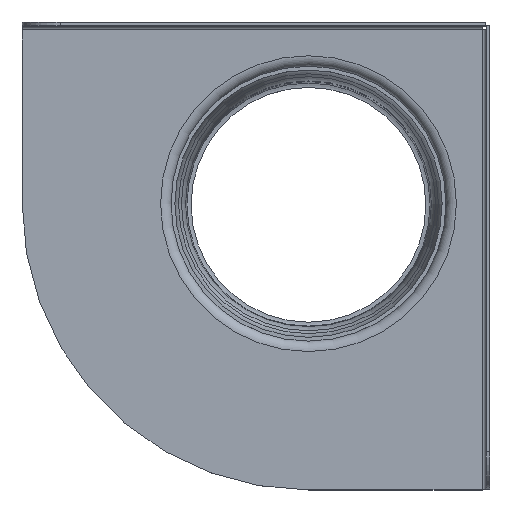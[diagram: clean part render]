
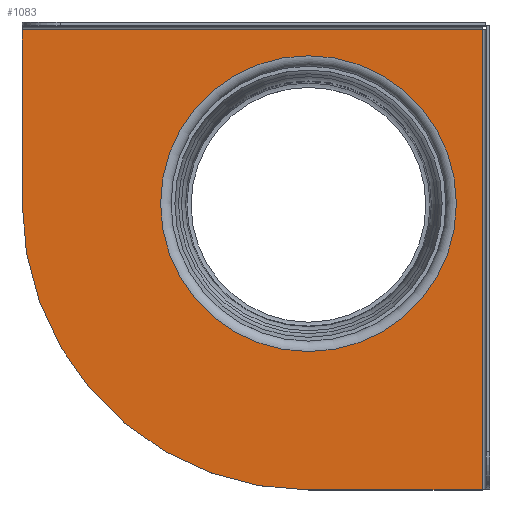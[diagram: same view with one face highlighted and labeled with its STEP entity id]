
A CAD part, top view. The second image highlights one B-rep face of the part: STEP entity #1083.
In plain terms, the highlighted planar face has unit normal (0, 0, 1).
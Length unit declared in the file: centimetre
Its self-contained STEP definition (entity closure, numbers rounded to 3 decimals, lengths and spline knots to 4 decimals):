
#37=FACE_BOUND('',#261,.T.);
#63=PLANE('',#1421);
#173=FACE_OUTER_BOUND('',#260,.T.);
#260=EDGE_LOOP('',(#986,#987,#988,#989,#990));
#261=EDGE_LOOP('',(#991));
#344=CIRCLE('',#1373,77.5);
#363=CIRCLE('',#1419,150.);
#431=VERTEX_POINT('',#2088);
#457=VERTEX_POINT('',#2158);
#458=VERTEX_POINT('',#2163);
#463=VERTEX_POINT('',#2187);
#467=VERTEX_POINT('',#2209);
#469=VERTEX_POINT('',#2217);
#577=EDGE_CURVE('',#431,#431,#344,.T.);
#621=EDGE_CURVE('',#458,#457,#1151,.T.);
#635=EDGE_CURVE('',#463,#458,#1161,.T.);
#638=EDGE_CURVE('',#467,#457,#1164,.T.);
#641=EDGE_CURVE('',#469,#467,#363,.T.);
#643=EDGE_CURVE('',#463,#469,#1167,.T.);
#986=ORIENTED_EDGE('',*,*,#621,.T.);
#987=ORIENTED_EDGE('',*,*,#638,.F.);
#988=ORIENTED_EDGE('',*,*,#641,.F.);
#989=ORIENTED_EDGE('',*,*,#643,.F.);
#990=ORIENTED_EDGE('',*,*,#635,.T.);
#991=ORIENTED_EDGE('',*,*,#577,.T.);
#1083=ADVANCED_FACE('',(#173,#37),#63,.T.);
#1151=LINE('',#2178,#1225);
#1161=LINE('',#2205,#1235);
#1164=LINE('',#2211,#1238);
#1167=LINE('',#2221,#1241);
#1225=VECTOR('',#1802,10.);
#1235=VECTOR('',#1836,10.);
#1238=VECTOR('',#1841,10.);
#1241=VECTOR('',#1854,10.);
#1373=AXIS2_PLACEMENT_3D('',#2089,#1712,#1713);
#1419=AXIS2_PLACEMENT_3D('',#2218,#1849,#1850);
#1421=AXIS2_PLACEMENT_3D('',#2222,#1855,#1856);
#1712=DIRECTION('center_axis',(0.,0.,-1.));
#1713=DIRECTION('ref_axis',(1.,0.,0.));
#1802=DIRECTION('',(-1.,0.,0.));
#1836=DIRECTION('',(0.,1.,0.));
#1841=DIRECTION('',(0.,1.,0.));
#1849=DIRECTION('center_axis',(0.,0.,
-1.));
#1850=DIRECTION('ref_axis',(-1.,0.,0.));
#1854=DIRECTION('',(-1.,0.,0.));
#1855=DIRECTION('center_axis',(0.,0.,
1.));
#1856=DIRECTION('ref_axis',(-1.,0.,0.));
#2088=CARTESIAN_POINT('',(0.,-77.5,268.));
#2089=CARTESIAN_POINT('Origin',(0.,0.,
268.));
#2158=CARTESIAN_POINT('',(-150.,91.,268.));
#2163=CARTESIAN_POINT('',(91.,91.,268.));
#2178=CARTESIAN_POINT('',(-83.3107,91.,268.));
#2187=CARTESIAN_POINT('',(91.,-150.,268.));
#2205=CARTESIAN_POINT('',(91.,37.1893,268.));
#2209=CARTESIAN_POINT('',(-150.,0.,268.));
#2211=CARTESIAN_POINT('',(-150.,95.,268.));
#2217=CARTESIAN_POINT('',(0.,-150.,268.));
#2218=CARTESIAN_POINT('Origin',(0.,0.,
268.));
#2221=CARTESIAN_POINT('',(0.,-150.,268.));
#2222=CARTESIAN_POINT('Origin',(-16.6215,-16.6215,268.));
